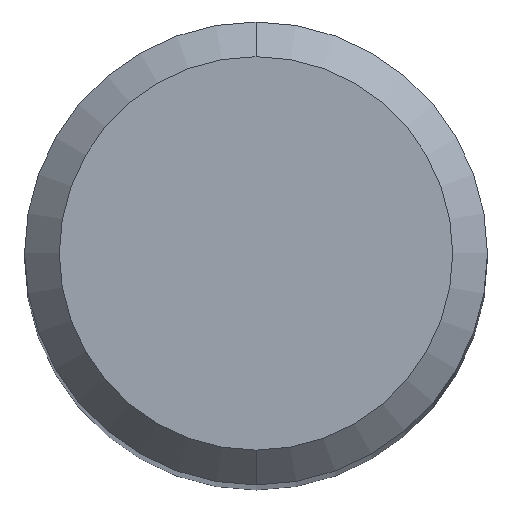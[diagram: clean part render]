
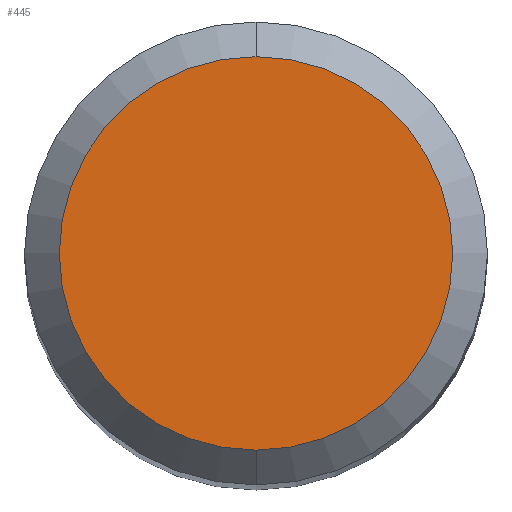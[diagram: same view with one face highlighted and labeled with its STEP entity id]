
A CAD part, top view. The second image highlights one B-rep face of the part: STEP entity #445.
In plain terms, the highlighted planar face has unit normal (0, 0, 1).
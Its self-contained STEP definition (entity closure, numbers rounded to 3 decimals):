
#415=EDGE_CURVE('',#509,#747,#988,.T.);
#445=ADVANCED_FACE('',(#1022),#1023,.T.);
#499=EDGE_CURVE('',#747,#509,#1080,.T.);
#509=VERTEX_POINT('',#1090);
#747=VERTEX_POINT('',#1346);
#988=CIRCLE('',#1748,1.7);
#1022=FACE_OUTER_BOUND('',#1799,.T.);
#1023=PLANE('',#1800);
#1080=CIRCLE('',#1889,1.7);
#1090=CARTESIAN_POINT('',(0.,-1.7,0.0));
#1346=CARTESIAN_POINT('',(0.0,1.7,0.0));
#1748=AXIS2_PLACEMENT_3D('',#2845,#2846,#2847);
#1799=EDGE_LOOP('',(#2903,#2904));
#1800=AXIS2_PLACEMENT_3D('',#2905,#2906,#2907);
#1889=AXIS2_PLACEMENT_3D('',#2961,#2962,#2963);
#2845=CARTESIAN_POINT('',(0.0,0.0,0.0));
#2846=DIRECTION('',(0.0,0.0,-1.0));
#2847=DIRECTION('',(0.0,1.0,0.0));
#2903=ORIENTED_EDGE('',*,*,#499,.F.);
#2904=ORIENTED_EDGE('',*,*,#415,.F.);
#2905=CARTESIAN_POINT('',(0.0,0.85,0.0));
#2906=DIRECTION('',(-0.0,0.0,1.0));
#2907=DIRECTION('',(0.0,-1.0,0.0));
#2961=CARTESIAN_POINT('',(0.0,0.0,0.0));
#2962=DIRECTION('',(0.0,0.0,-1.0));
#2963=DIRECTION('',(0.0,1.0,0.0));
